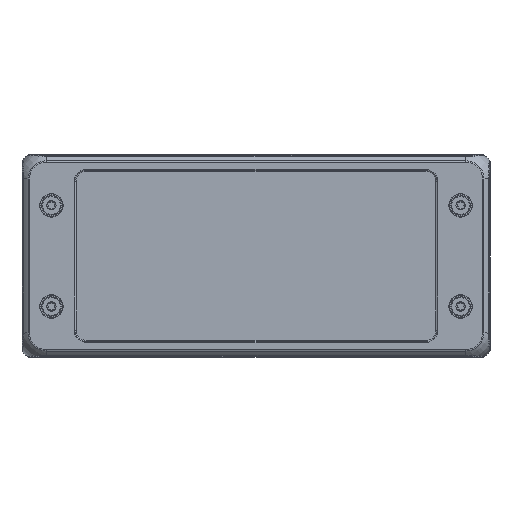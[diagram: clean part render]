
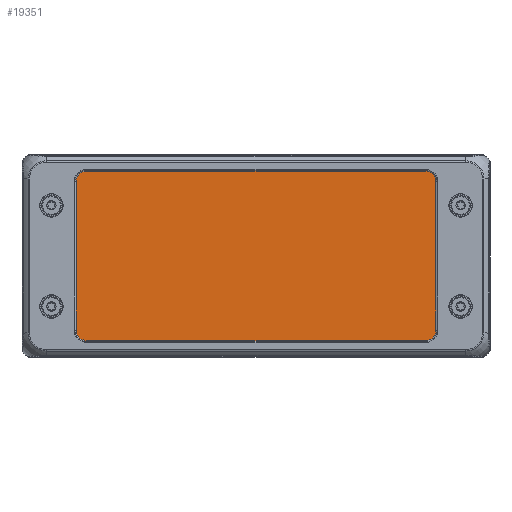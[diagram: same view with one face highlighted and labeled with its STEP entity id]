
A CAD part, top view. The second image highlights one B-rep face of the part: STEP entity #19351.
In plain terms, the highlighted planar face has unit normal (0, 0, 1).
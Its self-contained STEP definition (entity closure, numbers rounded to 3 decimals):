
#593=ELLIPSE('',#21468,4.501,4.5);
#595=ELLIPSE('',#21473,4.501,4.5);
#597=ELLIPSE('',#21478,4.501,4.5);
#598=ELLIPSE('',#21481,4.501,4.5);
#2958=FACE_OUTER_BOUND('',#4258,.T.);
#4258=EDGE_LOOP('',(#16335,#16336,#16337,#16338,#16339,#16340,#16341,#16342));
#6354=LINE('',#71896,#7306);
#6357=LINE('',#71950,#7309);
#6359=LINE('',#72001,#7311);
#6361=LINE('',#72052,#7313);
#7306=VECTOR('',#26150,10.);
#7309=VECTOR('',#26165,10.);
#7311=VECTOR('',#26177,10.);
#7313=VECTOR('',#26189,10.);
#8797=VERTEX_POINT('',#71893);
#8798=VERTEX_POINT('',#71895);
#8800=VERTEX_POINT('',#71940);
#8802=VERTEX_POINT('',#71946);
#8804=VERTEX_POINT('',#71991);
#8806=VERTEX_POINT('',#71997);
#8808=VERTEX_POINT('',#72042);
#8810=VERTEX_POINT('',#72048);
#11339=EDGE_CURVE('',#8797,#8798,#6354,.T.);
#11344=EDGE_CURVE('',#8798,#8800,#593,.T.);
#11347=EDGE_CURVE('',#8800,#8802,#6357,.T.);
#11350=EDGE_CURVE('',#8802,#8804,#595,.T.);
#11353=EDGE_CURVE('',#8804,#8806,#6359,.T.);
#11356=EDGE_CURVE('',#8806,#8808,#597,.T.);
#11359=EDGE_CURVE('',#8808,#8810,#6361,.T.);
#11360=EDGE_CURVE('',#8810,#8797,#598,.T.);
#16335=ORIENTED_EDGE('',*,*,#11339,.F.);
#16336=ORIENTED_EDGE('',*,*,#11360,.F.);
#16337=ORIENTED_EDGE('',*,*,#11359,.F.);
#16338=ORIENTED_EDGE('',*,*,#11356,.F.);
#16339=ORIENTED_EDGE('',*,*,#11353,.F.);
#16340=ORIENTED_EDGE('',*,*,#11350,.F.);
#16341=ORIENTED_EDGE('',*,*,#11347,.F.);
#16342=ORIENTED_EDGE('',*,*,#11344,.F.);
#17617=PLANE('',#21489);
#19351=ADVANCED_FACE('',(#2958),#17617,.F.);
#21468=AXIS2_PLACEMENT_3D('',#71944,#26158,#26159);
#21473=AXIS2_PLACEMENT_3D('',#71995,#26170,#26171);
#21478=AXIS2_PLACEMENT_3D('',#72046,#26182,#26183);
#21481=AXIS2_PLACEMENT_3D('',#72093,#26190,#26191);
#21489=AXIS2_PLACEMENT_3D('',#72113,#26213,#26214);
#26150=DIRECTION('',(-1.,0.,0.));
#26158=DIRECTION('center_axis',(0.,0.,-1.));
#26159=DIRECTION('ref_axis',(-0.707,-0.707,0.));
#26165=DIRECTION('',(0.,1.,0.));
#26170=DIRECTION('center_axis',(0.,0.,-1.));
#26171=DIRECTION('ref_axis',(-0.707,0.707,0.));
#26177=DIRECTION('',(1.,0.,0.));
#26182=DIRECTION('center_axis',(0.,0.,-1.));
#26183=DIRECTION('ref_axis',(0.707,0.707,0.));
#26189=DIRECTION('',(0.,-1.,0.));
#26190=DIRECTION('center_axis',(0.,0.,-1.));
#26191=DIRECTION('ref_axis',(0.707,-0.707,0.));
#26213=DIRECTION('center_axis',(0.,0.,-1.));
#26214=DIRECTION('ref_axis',(-1.,0.,0.));
#71893=CARTESIAN_POINT('',(72.009,-36.009,18.));
#71895=CARTESIAN_POINT('',(-72.009,-36.009,18.));
#71896=CARTESIAN_POINT('',(38.5,-36.009,18.));
#71940=CARTESIAN_POINT('',(-76.509,-31.509,18.));
#71944=CARTESIAN_POINT('Origin',(-72.008,-31.508,18.));
#71946=CARTESIAN_POINT('',(-76.509,31.509,18.));
#71950=CARTESIAN_POINT('',(-76.509,-18.25,18.));
#71991=CARTESIAN_POINT('',(-72.009,36.009,18.));
#71995=CARTESIAN_POINT('Origin',(-72.008,31.508,18.));
#71997=CARTESIAN_POINT('',(72.009,36.009,18.));
#72001=CARTESIAN_POINT('',(-38.5,36.009,18.));
#72042=CARTESIAN_POINT('',(76.509,31.509,18.));
#72046=CARTESIAN_POINT('Origin',(72.008,31.508,18.));
#72048=CARTESIAN_POINT('',(76.509,-31.509,18.));
#72052=CARTESIAN_POINT('',(76.509,18.25,18.));
#72093=CARTESIAN_POINT('Origin',(72.008,-31.508,18.));
#72113=CARTESIAN_POINT('Origin',(0.,0.,18.));
